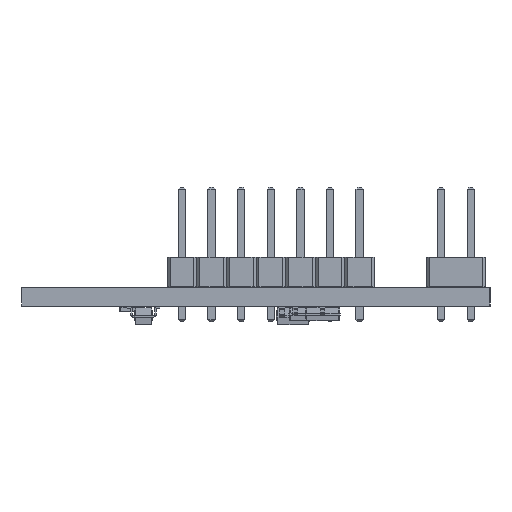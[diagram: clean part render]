
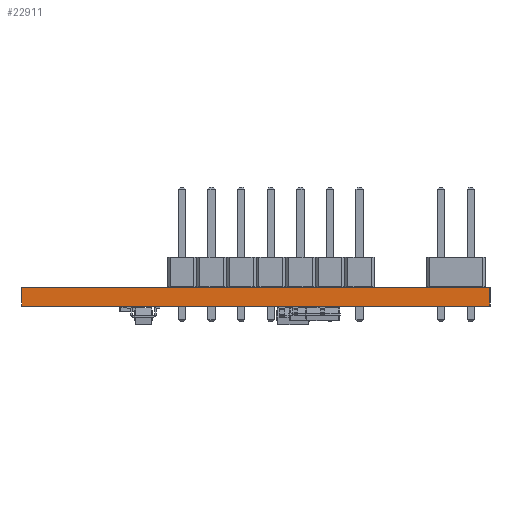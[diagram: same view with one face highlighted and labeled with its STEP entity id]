
A CAD part, left-side view. The second image highlights one B-rep face of the part: STEP entity #22911.
In plain terms, the highlighted planar face has unit normal (-1, 0, 0).
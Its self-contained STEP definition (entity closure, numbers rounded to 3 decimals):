
#22911 = ADVANCED_FACE('',(#22912),#22926,.T.);
#22912 = FACE_BOUND('',#22913,.T.);
#22913 = EDGE_LOOP('',(#22914,#22949,#22977,#23005));
#22914 = ORIENTED_EDGE('',*,*,#22915,.T.);
#22915 = EDGE_CURVE('',#22916,#22918,#22920,.T.);
#22916 = VERTEX_POINT('',#22917);
#22917 = CARTESIAN_POINT('',(109.755,-113.053,0.));
#22918 = VERTEX_POINT('',#22919);
#22919 = CARTESIAN_POINT('',(109.755,-113.053,1.6));
#22920 = SURFACE_CURVE('',#22921,(#22925,#22937),.PCURVE_S1.);
#22921 = LINE('',#22922,#22923);
#22922 = CARTESIAN_POINT('',(109.755,-113.053,0.));
#22923 = VECTOR('',#22924,1.);
#22924 = DIRECTION('',(0.,0.,1.));
#22925 = PCURVE('',#22926,#22931);
#22926 = PLANE('',#22927);
#22927 = AXIS2_PLACEMENT_3D('',#22928,#22929,#22930);
#22928 = CARTESIAN_POINT('',(109.755,-113.053,0.));
#22929 = DIRECTION('',(-1.,0.,0.));
#22930 = DIRECTION('',(0.,1.,0.));
#22931 = DEFINITIONAL_REPRESENTATION('',(#22932),#22936);
#22932 = LINE('',#22933,#22934);
#22933 = CARTESIAN_POINT('',(0.,0.));
#22934 = VECTOR('',#22935,1.);
#22935 = DIRECTION('',(0.,-1.));
#22936 = ( GEOMETRIC_REPRESENTATION_CONTEXT(2) 
PARAMETRIC_REPRESENTATION_CONTEXT() REPRESENTATION_CONTEXT('2D SPACE',''
  ) );
#22937 = PCURVE('',#22938,#22943);
#22938 = PLANE('',#22939);
#22939 = AXIS2_PLACEMENT_3D('',#22940,#22941,#22942);
#22940 = CARTESIAN_POINT('',(170.207,-113.053,0.));
#22941 = DIRECTION('',(0.,-1.,0.));
#22942 = DIRECTION('',(-1.,0.,0.));
#22943 = DEFINITIONAL_REPRESENTATION('',(#22944),#22948);
#22944 = LINE('',#22945,#22946);
#22945 = CARTESIAN_POINT('',(60.452,0.));
#22946 = VECTOR('',#22947,1.);
#22947 = DIRECTION('',(0.,-1.));
#22948 = ( GEOMETRIC_REPRESENTATION_CONTEXT(2) 
PARAMETRIC_REPRESENTATION_CONTEXT() REPRESENTATION_CONTEXT('2D SPACE',''
  ) );
#22949 = ORIENTED_EDGE('',*,*,#22950,.T.);
#22950 = EDGE_CURVE('',#22918,#22951,#22953,.T.);
#22951 = VERTEX_POINT('',#22952);
#22952 = CARTESIAN_POINT('',(109.755,-72.921,1.6));
#22953 = SURFACE_CURVE('',#22954,(#22958,#22965),.PCURVE_S1.);
#22954 = LINE('',#22955,#22956);
#22955 = CARTESIAN_POINT('',(109.755,-113.053,1.6));
#22956 = VECTOR('',#22957,1.);
#22957 = DIRECTION('',(0.,1.,0.));
#22958 = PCURVE('',#22926,#22959);
#22959 = DEFINITIONAL_REPRESENTATION('',(#22960),#22964);
#22960 = LINE('',#22961,#22962);
#22961 = CARTESIAN_POINT('',(0.,-1.6));
#22962 = VECTOR('',#22963,1.);
#22963 = DIRECTION('',(1.,0.));
#22964 = ( GEOMETRIC_REPRESENTATION_CONTEXT(2) 
PARAMETRIC_REPRESENTATION_CONTEXT() REPRESENTATION_CONTEXT('2D SPACE',''
  ) );
#22965 = PCURVE('',#22966,#22971);
#22966 = PLANE('',#22967);
#22967 = AXIS2_PLACEMENT_3D('',#22968,#22969,#22970);
#22968 = CARTESIAN_POINT('',(139.981,-92.987,1.6));
#22969 = DIRECTION('',(-0.,-0.,-1.));
#22970 = DIRECTION('',(-1.,0.,0.));
#22971 = DEFINITIONAL_REPRESENTATION('',(#22972),#22976);
#22972 = LINE('',#22973,#22974);
#22973 = CARTESIAN_POINT('',(30.226,-20.066));
#22974 = VECTOR('',#22975,1.);
#22975 = DIRECTION('',(0.,1.));
#22976 = ( GEOMETRIC_REPRESENTATION_CONTEXT(2) 
PARAMETRIC_REPRESENTATION_CONTEXT() REPRESENTATION_CONTEXT('2D SPACE',''
  ) );
#22977 = ORIENTED_EDGE('',*,*,#22978,.F.);
#22978 = EDGE_CURVE('',#22979,#22951,#22981,.T.);
#22979 = VERTEX_POINT('',#22980);
#22980 = CARTESIAN_POINT('',(109.755,-72.921,0.));
#22981 = SURFACE_CURVE('',#22982,(#22986,#22993),.PCURVE_S1.);
#22982 = LINE('',#22983,#22984);
#22983 = CARTESIAN_POINT('',(109.755,-72.921,0.));
#22984 = VECTOR('',#22985,1.);
#22985 = DIRECTION('',(0.,0.,1.));
#22986 = PCURVE('',#22926,#22987);
#22987 = DEFINITIONAL_REPRESENTATION('',(#22988),#22992);
#22988 = LINE('',#22989,#22990);
#22989 = CARTESIAN_POINT('',(40.132,0.));
#22990 = VECTOR('',#22991,1.);
#22991 = DIRECTION('',(0.,-1.));
#22992 = ( GEOMETRIC_REPRESENTATION_CONTEXT(2) 
PARAMETRIC_REPRESENTATION_CONTEXT() REPRESENTATION_CONTEXT('2D SPACE',''
  ) );
#22993 = PCURVE('',#22994,#22999);
#22994 = PLANE('',#22995);
#22995 = AXIS2_PLACEMENT_3D('',#22996,#22997,#22998);
#22996 = CARTESIAN_POINT('',(109.755,-72.921,0.));
#22997 = DIRECTION('',(0.,1.,0.));
#22998 = DIRECTION('',(1.,0.,0.));
#22999 = DEFINITIONAL_REPRESENTATION('',(#23000),#23004);
#23000 = LINE('',#23001,#23002);
#23001 = CARTESIAN_POINT('',(0.,0.));
#23002 = VECTOR('',#23003,1.);
#23003 = DIRECTION('',(0.,-1.));
#23004 = ( GEOMETRIC_REPRESENTATION_CONTEXT(2) 
PARAMETRIC_REPRESENTATION_CONTEXT() REPRESENTATION_CONTEXT('2D SPACE',''
  ) );
#23005 = ORIENTED_EDGE('',*,*,#23006,.F.);
#23006 = EDGE_CURVE('',#22916,#22979,#23007,.T.);
#23007 = SURFACE_CURVE('',#23008,(#23012,#23019),.PCURVE_S1.);
#23008 = LINE('',#23009,#23010);
#23009 = CARTESIAN_POINT('',(109.755,-113.053,0.));
#23010 = VECTOR('',#23011,1.);
#23011 = DIRECTION('',(0.,1.,0.));
#23012 = PCURVE('',#22926,#23013);
#23013 = DEFINITIONAL_REPRESENTATION('',(#23014),#23018);
#23014 = LINE('',#23015,#23016);
#23015 = CARTESIAN_POINT('',(0.,0.));
#23016 = VECTOR('',#23017,1.);
#23017 = DIRECTION('',(1.,0.));
#23018 = ( GEOMETRIC_REPRESENTATION_CONTEXT(2) 
PARAMETRIC_REPRESENTATION_CONTEXT() REPRESENTATION_CONTEXT('2D SPACE',''
  ) );
#23019 = PCURVE('',#23020,#23025);
#23020 = PLANE('',#23021);
#23021 = AXIS2_PLACEMENT_3D('',#23022,#23023,#23024);
#23022 = CARTESIAN_POINT('',(139.981,-92.987,0.));
#23023 = DIRECTION('',(-0.,-0.,-1.));
#23024 = DIRECTION('',(-1.,0.,0.));
#23025 = DEFINITIONAL_REPRESENTATION('',(#23026),#23030);
#23026 = LINE('',#23027,#23028);
#23027 = CARTESIAN_POINT('',(30.226,-20.066));
#23028 = VECTOR('',#23029,1.);
#23029 = DIRECTION('',(0.,1.));
#23030 = ( GEOMETRIC_REPRESENTATION_CONTEXT(2) 
PARAMETRIC_REPRESENTATION_CONTEXT() REPRESENTATION_CONTEXT('2D SPACE',''
  ) );
